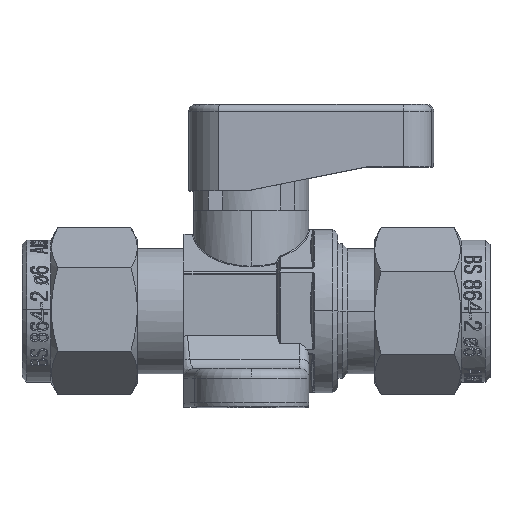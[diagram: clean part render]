
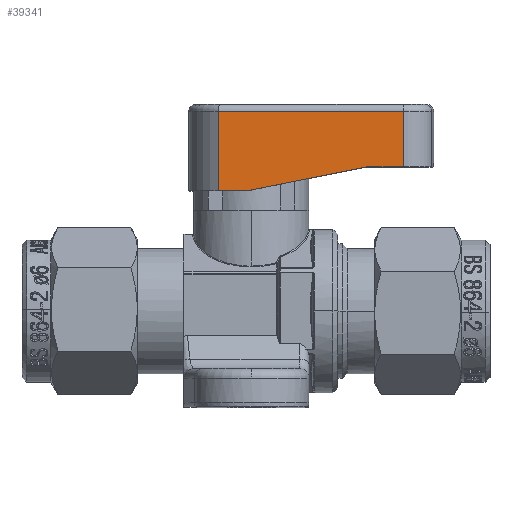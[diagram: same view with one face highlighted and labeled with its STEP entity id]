
A CAD part, top view. The second image highlights one B-rep face of the part: STEP entity #39341.
In plain terms, the highlighted planar face has unit normal (0.005, 0, 1).
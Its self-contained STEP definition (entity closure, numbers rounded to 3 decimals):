
#1257 = EDGE_LOOP ( 'NONE', ( #26333, #26334, #26335, #26336, #26337, #26338 ) ) ;
#2427 = EDGE_CURVE ( 'NONE', #61235, #61234, #36076, .T. ) ;
#2429 = EDGE_CURVE ( 'NONE', #61234, #61236, #36079, .T. ) ;
#2430 = EDGE_CURVE ( 'NONE', #61237, #61236, #36080, .T. ) ;
#2431 = EDGE_CURVE ( 'NONE', #61237, #61239, #36077, .T. ) ;
#2432 = EDGE_CURVE ( 'NONE', #61239, #61240, #36084, .T. ) ;
#2433 = EDGE_CURVE ( 'NONE', #61240, #61235, #36086, .T. ) ;
#26333 = ORIENTED_EDGE ( 'NONE', *, *, #2427, .T. ) ;
#26334 = ORIENTED_EDGE ( 'NONE', *, *, #2429, .T. ) ;
#26335 = ORIENTED_EDGE ( 'NONE', *, *, #2430, .F. ) ;
#26336 = ORIENTED_EDGE ( 'NONE', *, *, #2431, .T. ) ;
#26337 = ORIENTED_EDGE ( 'NONE', *, *, #2432, .T. ) ;
#26338 = ORIENTED_EDGE ( 'NONE', *, *, #2433, .T. ) ;
#33002 = AXIS2_PLACEMENT_3D ( 'NONE', #47842, #47846, #47847 ) ;
#36076 = LINE ( 'NONE', #60306, #36078 ) ;
#36077 = LINE ( 'NONE', #60316, #36085 ) ;
#36078 = VECTOR ( 'NONE', #60307, 1000. ) ;
#36079 = LINE ( 'NONE', #60315, #36081 ) ;
#36080 = LINE ( 'NONE', #60320, #36083 ) ;
#36081 = VECTOR ( 'NONE', #60311, 1000. ) ;
#36083 = VECTOR ( 'NONE', #60321, 1000. ) ;
#36084 = LINE ( 'NONE', #60323, #36087 ) ;
#36085 = VECTOR ( 'NONE', #60322, 1000. ) ;
#36086 = LINE ( 'NONE', #60325, #36089 ) ;
#36087 = VECTOR ( 'NONE', #60324, 1000. ) ;
#36089 = VECTOR ( 'NONE', #60326, 1000. ) ;
#39341 = ADVANCED_FACE ( 'NONE', ( #55889 ), #47844, .T. ) ;
#47842 = CARTESIAN_POINT ( 'NONE',  ( -6.438, 12.5, 5.516 ) ) ;
#47844 = PLANE ( 'NONE',  #33002 ) ;
#47846 = DIRECTION ( 'NONE',  ( 0.005, 0., 1. ) ) ;
#47847 = DIRECTION ( 'NONE',  ( 1., 0., -0.005 ) ) ;
#52012 = CARTESIAN_POINT ( 'NONE',  ( 12.829, 20.75, 5.426 ) ) ;
#52013 = CARTESIAN_POINT ( 'NONE',  ( 12.829, 15., 5.426 ) ) ;
#52014 = CARTESIAN_POINT ( 'NONE',  ( -6.438, 20.75, 5.516 ) ) ;
#52015 = CARTESIAN_POINT ( 'NONE',  ( -6.438, 12.5, 5.516 ) ) ;
#52017 = CARTESIAN_POINT ( 'NONE',  ( -3.474, 12.5, 5.502 ) ) ;
#52018 = CARTESIAN_POINT ( 'NONE',  ( 9.026, 15., 5.444 ) ) ;
#55889 = FACE_OUTER_BOUND ( 'NONE', #1257, .T. ) ;
#60306 = CARTESIAN_POINT ( 'NONE',  ( 12.829, 12.5, 5.426 ) ) ;
#60307 = DIRECTION ( 'NONE',  ( 0., 1., 0. ) ) ;
#60311 = DIRECTION ( 'NONE',  ( -1., 0., 0.005 ) ) ;
#60315 = CARTESIAN_POINT ( 'NONE',  ( -6.438, 20.75, 5.516 ) ) ;
#60316 = CARTESIAN_POINT ( 'NONE',  ( -6.438, 12.5, 5.516 ) ) ;
#60320 = CARTESIAN_POINT ( 'NONE',  ( -6.438, 12.5, 5.516 ) ) ;
#60321 = DIRECTION ( 'NONE',  ( 0., 1., 0. ) ) ;
#60322 = DIRECTION ( 'NONE',  ( 1., 0., -0.005 ) ) ;
#60323 = CARTESIAN_POINT ( 'NONE',  ( 9.026, 15., 5.444 ) ) ;
#60324 = DIRECTION ( 'NONE',  ( 0.981, 0.196, -0.005 ) ) ;
#60325 = CARTESIAN_POINT ( 'NONE',  ( 16.026, 15., 5.411 ) ) ;
#60326 = DIRECTION ( 'NONE',  ( 1., 0., -0.005 ) ) ;
#61234 = VERTEX_POINT ( 'NONE', #52012 ) ;
#61235 = VERTEX_POINT ( 'NONE', #52013 ) ;
#61236 = VERTEX_POINT ( 'NONE', #52014 ) ;
#61237 = VERTEX_POINT ( 'NONE', #52015 ) ;
#61239 = VERTEX_POINT ( 'NONE', #52017 ) ;
#61240 = VERTEX_POINT ( 'NONE', #52018 ) ;
